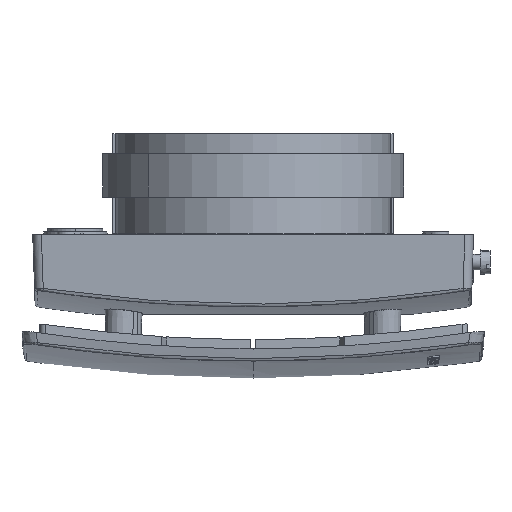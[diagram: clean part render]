
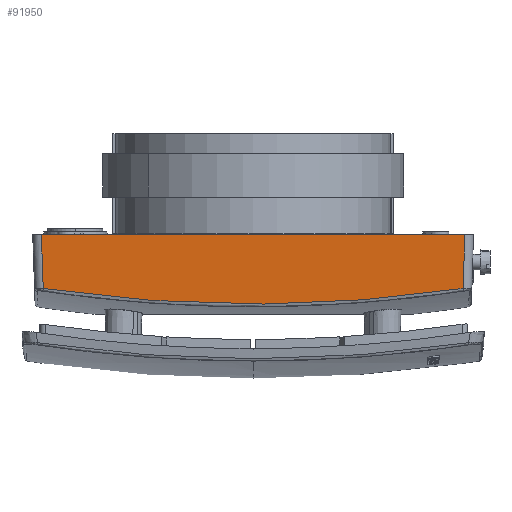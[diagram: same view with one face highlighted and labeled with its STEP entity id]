
A CAD part, left-side view. The second image highlights one B-rep face of the part: STEP entity #91950.
In plain terms, the highlighted face is planar.
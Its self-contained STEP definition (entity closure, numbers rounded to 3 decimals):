
#80180=CARTESIAN_POINT('',(75.849,72.851,
8.845));
#80190=VERTEX_POINT('',#80180);
#80420=CARTESIAN_POINT('',(75.849,-72.851,
8.845));
#80430=VERTEX_POINT('',#80420);
#80460=CARTESIAN_POINT('',(75.849,72.851,
8.845));
#80470=CARTESIAN_POINT('',(75.849,72.809,
8.839));
#80480=CARTESIAN_POINT('',(75.849,72.767,
8.833));
#80490=CARTESIAN_POINT('',(75.723,48.67,
5.235));
#80500=CARTESIAN_POINT('',(75.66,24.36,
3.427));
#80510=CARTESIAN_POINT('',(75.66,-24.368,
3.427));
#80520=CARTESIAN_POINT('',(75.723,-48.674,
5.235));
#80530=CARTESIAN_POINT('',(75.849,-72.767,
8.832));
#80540=CARTESIAN_POINT('',(75.849,-72.809,
8.839));
#80550=CARTESIAN_POINT('',(75.849,-72.851,
8.845));
#80560=B_SPLINE_CURVE_WITH_KNOTS('',3,(#80460,#80470,#80480,#80490,
#80500,#80510,#80520,#80530,#80540,#80550),.UNSPECIFIED.,.F.,.F.,(4,2,2,
2,4),(0.,0.128,73.205,146.272,
146.4),.UNSPECIFIED.);
#80570=EDGE_CURVE('',#80190,#80430,#80560,.T.);
#89090=CARTESIAN_POINT('',(76.5,-73.502,
27.487));
#89100=VERTEX_POINT('',#89090);
#89130=CARTESIAN_POINT('',(75.536,-72.538,
-0.105));
#89140=DIRECTION('',(0.035,-0.035,
0.999));
#89150=VECTOR('',#89140,1.);
#89160=LINE('',#89130,#89150);
#89170=EDGE_CURVE('',#80430,#89100,#89160,.T.);
#91720=CARTESIAN_POINT('',(76.343,0.,
22.99));
#91730=DIRECTION('',(0.999,0.,
-0.035));
#91740=DIRECTION('',(-0.035,0.,
-0.999));
#91750=AXIS2_PLACEMENT_3D('',#91720,#91730,#91740);
#91760=PLANE('',#91750);
#91770=ORIENTED_EDGE('',*,*,#89170,.F.);
#91780=CARTESIAN_POINT('',(76.5,0.,
27.487));
#91790=DIRECTION('',(0.,1.,0.));
#91800=VECTOR('',#91790,1.);
#91810=LINE('',#91780,#91800);
#91820=CARTESIAN_POINT('',(76.5,73.502,
27.487));
#91830=VERTEX_POINT('',#91820);
#91840=EDGE_CURVE('',#89100,#91830,#91810,.T.);
#91850=ORIENTED_EDGE('',*,*,#91840,.F.);
#91860=CARTESIAN_POINT('',(75.536,72.538,
-0.105));
#91870=DIRECTION('',(-0.035,-0.035,
-0.999));
#91880=VECTOR('',#91870,1.);
#91890=LINE('',#91860,#91880);
#91900=EDGE_CURVE('',#91830,#80190,#91890,.T.);
#91910=ORIENTED_EDGE('',*,*,#91900,.F.);
#91920=ORIENTED_EDGE('',*,*,#80570,.F.);
#91930=EDGE_LOOP('',(#91920,#91910,#91850,#91770));
#91940=FACE_OUTER_BOUND('',#91930,.T.);
#91950=ADVANCED_FACE('',(#91940),#91760,.T.);
